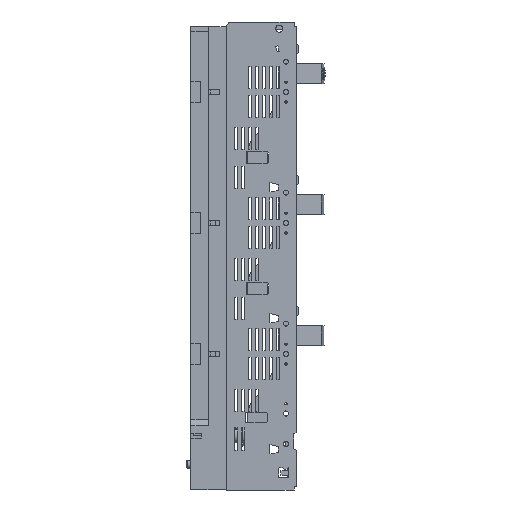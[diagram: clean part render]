
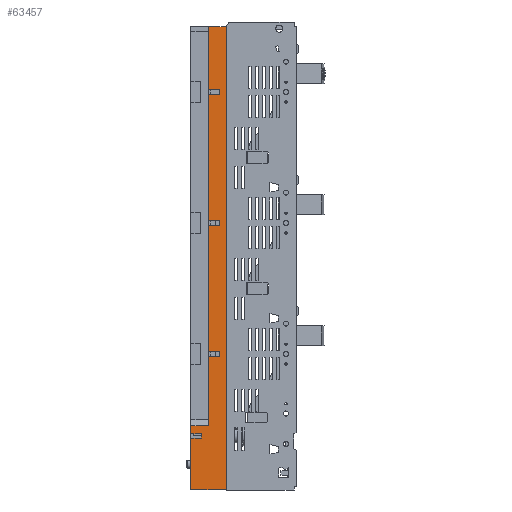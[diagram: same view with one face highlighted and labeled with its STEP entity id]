
A CAD part, left-side view. The second image highlights one B-rep face of the part: STEP entity #63457.
In plain terms, the highlighted planar face has unit normal (-1, 0, 0).
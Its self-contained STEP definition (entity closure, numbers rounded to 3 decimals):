
#63296=AXIS2_PLACEMENT_3D('Plane Axis2P3D',#63293,#63294,#63295) ;
#62085=CARTESIAN_POINT('Vertex',(-50.,-19.,-303.631)) ;
#62100=CARTESIAN_POINT('Vertex',(-50.,-4.,-303.631)) ;
#62103=CARTESIAN_POINT('Line Origine',(-50.,-11.5,-303.631)) ;
#62126=CARTESIAN_POINT('Vertex',(-50.,-29.,-286.058)) ;
#62140=CARTESIAN_POINT('Vertex',(-50.,-4.,-286.058)) ;
#62143=CARTESIAN_POINT('Line Origine',(-50.,-16.5,-286.058)) ;
#63293=CARTESIAN_POINT('Axis2P3D Location',(-50.,-4.,-49.981)) ;
#63298=CARTESIAN_POINT('Line Origine',(-50.,-29.,-3.216)) ;
#63302=CARTESIAN_POINT('Vertex',(-50.,-29.,-3.216)) ;
#63304=CARTESIAN_POINT('Vertex',(-50.,-45.,-3.216)) ;
#63307=CARTESIAN_POINT('Line Origine',(-50.,-29.,-49.75)) ;
#63311=CARTESIAN_POINT('Vertex',(-50.,-29.,-181.784)) ;
#63314=CARTESIAN_POINT('Line Origine',(-50.,-29.,-181.784)) ;
#63318=CARTESIAN_POINT('Vertex',(-50.,-45.,-181.784)) ;
#63321=CARTESIAN_POINT('Line Origine',(-50.,-45.,-49.75)) ;
#63325=CARTESIAN_POINT('Vertex',(-50.,-45.,-188.216)) ;
#63328=CARTESIAN_POINT('Line Origine',(-50.,-29.,-188.216)) ;
#63332=CARTESIAN_POINT('Vertex',(-50.,-29.,-188.216)) ;
#63335=CARTESIAN_POINT('Line Origine',(-50.,-29.,-49.75)) ;
#63340=CARTESIAN_POINT('Line Origine',(-50.,-4.,-49.75)) ;
#63344=CARTESIAN_POINT('Vertex',(-50.,-4.,-297.369)) ;
#63348=CARTESIAN_POINT('Control Point',(-50.,-4.,-297.369)) ;
#63349=CARTESIAN_POINT('Control Point',(-50.,-19.,-297.5)) ;
#63350=CARTESIAN_POINT('Vertex',(-50.,-19.,-297.5)) ;
#63353=CARTESIAN_POINT('Line Origine',(-50.,-19.,-49.75)) ;
#63358=CARTESIAN_POINT('Line Origine',(-50.,-4.,-49.75)) ;
#63362=CARTESIAN_POINT('Vertex',(-50.,-4.,-376.564)) ;
#63365=CARTESIAN_POINT('Line Origine',(-50.,-29.,-376.564)) ;
#63369=CARTESIAN_POINT('Vertex',(-50.,-54.,-376.564)) ;
#63372=CARTESIAN_POINT('Line Origine',(-50.,-54.,-49.75)) ;
#63376=CARTESIAN_POINT('Vertex',(-50.,-54.,277.064)) ;
#63379=CARTESIAN_POINT('Line Origine',(-50.,-29.,277.064)) ;
#63383=CARTESIAN_POINT('Vertex',(-50.,-29.,277.064)) ;
#63386=CARTESIAN_POINT('Line Origine',(-50.,-29.,-49.75)) ;
#63390=CARTESIAN_POINT('Vertex',(-50.,-29.,188.216)) ;
#63393=CARTESIAN_POINT('Line Origine',(-50.,-29.,188.216)) ;
#63397=CARTESIAN_POINT('Vertex',(-50.,-45.,188.216)) ;
#63400=CARTESIAN_POINT('Line Origine',(-50.,-45.,-49.75)) ;
#63404=CARTESIAN_POINT('Vertex',(-50.,-45.,181.784)) ;
#63407=CARTESIAN_POINT('Line Origine',(-50.,-29.,181.784)) ;
#63411=CARTESIAN_POINT('Vertex',(-50.,-29.,181.784)) ;
#63414=CARTESIAN_POINT('Line Origine',(-50.,-29.,-49.75)) ;
#63418=CARTESIAN_POINT('Vertex',(-50.,-29.,3.216)) ;
#63421=CARTESIAN_POINT('Line Origine',(-50.,-29.,3.216)) ;
#63425=CARTESIAN_POINT('Vertex',(-50.,-45.,3.216)) ;
#63428=CARTESIAN_POINT('Line Origine',(-50.,-45.,-49.75)) ;
#62104=DIRECTION('Vector Direction',(0.,1.,0.)) ;
#62144=DIRECTION('Vector Direction',(0.,1.,0.)) ;
#63294=DIRECTION('Axis2P3D Direction',(1.,0.,0.)) ;
#63295=DIRECTION('Axis2P3D XDirection',(0.,0.,-1.)) ;
#63299=DIRECTION('Vector Direction',(0.,1.,0.)) ;
#63308=DIRECTION('Vector Direction',(0.,0.,-1.)) ;
#63315=DIRECTION('Vector Direction',(0.,1.,0.)) ;
#63322=DIRECTION('Vector Direction',(0.,0.,-1.)) ;
#63329=DIRECTION('Vector Direction',(0.,1.,0.)) ;
#63336=DIRECTION('Vector Direction',(0.,0.,-1.)) ;
#63341=DIRECTION('Vector Direction',(0.,0.,-1.)) ;
#63354=DIRECTION('Vector Direction',(0.,0.,-1.)) ;
#63359=DIRECTION('Vector Direction',(0.,0.,-1.)) ;
#63366=DIRECTION('Vector Direction',(0.,1.,0.)) ;
#63373=DIRECTION('Vector Direction',(0.,0.,-1.)) ;
#63380=DIRECTION('Vector Direction',(0.,1.,0.)) ;
#63387=DIRECTION('Vector Direction',(0.,0.,-1.)) ;
#63394=DIRECTION('Vector Direction',(0.,1.,0.)) ;
#63401=DIRECTION('Vector Direction',(0.,0.,-1.)) ;
#63408=DIRECTION('Vector Direction',(0.,1.,0.)) ;
#63415=DIRECTION('Vector Direction',(0.,0.,-1.)) ;
#63422=DIRECTION('Vector Direction',(0.,1.,0.)) ;
#63429=DIRECTION('Vector Direction',(0.,0.,-1.)) ;
#62105=VECTOR('Line Direction',#62104,1.) ;
#62145=VECTOR('Line Direction',#62144,1.) ;
#63300=VECTOR('Line Direction',#63299,1.) ;
#63309=VECTOR('Line Direction',#63308,1.) ;
#63316=VECTOR('Line Direction',#63315,1.) ;
#63323=VECTOR('Line Direction',#63322,1.) ;
#63330=VECTOR('Line Direction',#63329,1.) ;
#63337=VECTOR('Line Direction',#63336,1.) ;
#63342=VECTOR('Line Direction',#63341,1.) ;
#63355=VECTOR('Line Direction',#63354,1.) ;
#63360=VECTOR('Line Direction',#63359,1.) ;
#63367=VECTOR('Line Direction',#63366,1.) ;
#63374=VECTOR('Line Direction',#63373,1.) ;
#63381=VECTOR('Line Direction',#63380,1.) ;
#63388=VECTOR('Line Direction',#63387,1.) ;
#63395=VECTOR('Line Direction',#63394,1.) ;
#63402=VECTOR('Line Direction',#63401,1.) ;
#63409=VECTOR('Line Direction',#63408,1.) ;
#63416=VECTOR('Line Direction',#63415,1.) ;
#63423=VECTOR('Line Direction',#63422,1.) ;
#63430=VECTOR('Line Direction',#63429,1.) ;
#63434=ORIENTED_EDGE('',*,*,#63306,.F.) ;
#63435=ORIENTED_EDGE('',*,*,#63313,.T.) ;
#63436=ORIENTED_EDGE('',*,*,#63320,.T.) ;
#63437=ORIENTED_EDGE('',*,*,#63327,.T.) ;
#63438=ORIENTED_EDGE('',*,*,#63334,.F.) ;
#63439=ORIENTED_EDGE('',*,*,#63339,.T.) ;
#63440=ORIENTED_EDGE('',*,*,#62147,.F.) ;
#63441=ORIENTED_EDGE('',*,*,#63346,.F.) ;
#63442=ORIENTED_EDGE('',*,*,#63352,.T.) ;
#63443=ORIENTED_EDGE('',*,*,#63357,.T.) ;
#63444=ORIENTED_EDGE('',*,*,#62107,.F.) ;
#63445=ORIENTED_EDGE('',*,*,#63364,.F.) ;
#63446=ORIENTED_EDGE('',*,*,#63371,.T.) ;
#63447=ORIENTED_EDGE('',*,*,#63378,.T.) ;
#63448=ORIENTED_EDGE('',*,*,#63385,.F.) ;
#63449=ORIENTED_EDGE('',*,*,#63392,.T.) ;
#63450=ORIENTED_EDGE('',*,*,#63399,.T.) ;
#63451=ORIENTED_EDGE('',*,*,#63406,.T.) ;
#63452=ORIENTED_EDGE('',*,*,#63413,.F.) ;
#63453=ORIENTED_EDGE('',*,*,#63420,.T.) ;
#63454=ORIENTED_EDGE('',*,*,#63427,.T.) ;
#63455=ORIENTED_EDGE('',*,*,#63432,.T.) ;
#63457=ADVANCED_FACE('804187_03_L_NH-Leistenunterteil Gr.2  L/SL2/W/3A',(#63456),#63297,.F.) ;
#63347=B_SPLINE_CURVE_WITH_KNOTS('',1,(#63348,#63349),.UNSPECIFIED.,.F.,.U.,(2,2),(-7.5,7.5),.UNSPECIFIED.) ;
#62107=EDGE_CURVE('',#62101,#62086,#62106,.F.) ;
#62147=EDGE_CURVE('',#62141,#62127,#62146,.F.) ;
#63306=EDGE_CURVE('',#63303,#63305,#63301,.F.) ;
#63313=EDGE_CURVE('',#63303,#63312,#63310,.T.) ;
#63320=EDGE_CURVE('',#63312,#63319,#63317,.F.) ;
#63327=EDGE_CURVE('',#63319,#63326,#63324,.T.) ;
#63334=EDGE_CURVE('',#63333,#63326,#63331,.F.) ;
#63339=EDGE_CURVE('',#63333,#62127,#63338,.T.) ;
#63346=EDGE_CURVE('',#63345,#62141,#63343,.F.) ;
#63352=EDGE_CURVE('',#63345,#63351,#63347,.T.) ;
#63357=EDGE_CURVE('',#63351,#62086,#63356,.T.) ;
#63364=EDGE_CURVE('',#63363,#62101,#63361,.F.) ;
#63371=EDGE_CURVE('',#63363,#63370,#63368,.F.) ;
#63378=EDGE_CURVE('',#63370,#63377,#63375,.F.) ;
#63385=EDGE_CURVE('',#63384,#63377,#63382,.F.) ;
#63392=EDGE_CURVE('',#63384,#63391,#63389,.T.) ;
#63399=EDGE_CURVE('',#63391,#63398,#63396,.F.) ;
#63406=EDGE_CURVE('',#63398,#63405,#63403,.T.) ;
#63413=EDGE_CURVE('',#63412,#63405,#63410,.F.) ;
#63420=EDGE_CURVE('',#63412,#63419,#63417,.T.) ;
#63427=EDGE_CURVE('',#63419,#63426,#63424,.F.) ;
#63432=EDGE_CURVE('',#63426,#63305,#63431,.T.) ;
#63433=EDGE_LOOP('',(#63434,#63435,#63436,#63437,#63438,#63439,#63440,#63441,#63442,#63443,#63444,#63445,#63446,#63447,#63448,#63449,#63450,#63451,#63452,#63453,#63454,#63455)) ;
#63456=FACE_OUTER_BOUND('',#63433,.T.) ;
#62106=LINE('Line',#62103,#62105) ;
#62146=LINE('Line',#62143,#62145) ;
#63301=LINE('Line',#63298,#63300) ;
#63310=LINE('Line',#63307,#63309) ;
#63317=LINE('Line',#63314,#63316) ;
#63324=LINE('Line',#63321,#63323) ;
#63331=LINE('Line',#63328,#63330) ;
#63338=LINE('Line',#63335,#63337) ;
#63343=LINE('Line',#63340,#63342) ;
#63356=LINE('Line',#63353,#63355) ;
#63361=LINE('Line',#63358,#63360) ;
#63368=LINE('Line',#63365,#63367) ;
#63375=LINE('Line',#63372,#63374) ;
#63382=LINE('Line',#63379,#63381) ;
#63389=LINE('Line',#63386,#63388) ;
#63396=LINE('Line',#63393,#63395) ;
#63403=LINE('Line',#63400,#63402) ;
#63410=LINE('Line',#63407,#63409) ;
#63417=LINE('Line',#63414,#63416) ;
#63424=LINE('Line',#63421,#63423) ;
#63431=LINE('Line',#63428,#63430) ;
#63297=PLANE('Plane',#63296) ;
#62086=VERTEX_POINT('',#62085) ;
#62101=VERTEX_POINT('',#62100) ;
#62127=VERTEX_POINT('',#62126) ;
#62141=VERTEX_POINT('',#62140) ;
#63303=VERTEX_POINT('',#63302) ;
#63305=VERTEX_POINT('',#63304) ;
#63312=VERTEX_POINT('',#63311) ;
#63319=VERTEX_POINT('',#63318) ;
#63326=VERTEX_POINT('',#63325) ;
#63333=VERTEX_POINT('',#63332) ;
#63345=VERTEX_POINT('',#63344) ;
#63351=VERTEX_POINT('',#63350) ;
#63363=VERTEX_POINT('',#63362) ;
#63370=VERTEX_POINT('',#63369) ;
#63377=VERTEX_POINT('',#63376) ;
#63384=VERTEX_POINT('',#63383) ;
#63391=VERTEX_POINT('',#63390) ;
#63398=VERTEX_POINT('',#63397) ;
#63405=VERTEX_POINT('',#63404) ;
#63412=VERTEX_POINT('',#63411) ;
#63419=VERTEX_POINT('',#63418) ;
#63426=VERTEX_POINT('',#63425) ;
